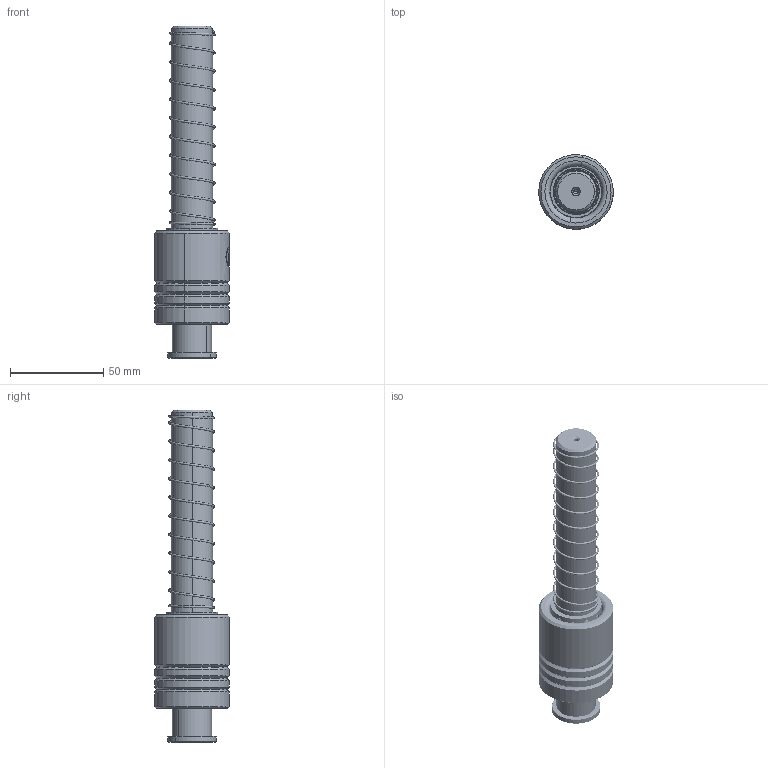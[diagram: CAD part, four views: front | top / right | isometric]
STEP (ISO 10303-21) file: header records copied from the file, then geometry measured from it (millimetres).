
FILE_DESCRIPTION (( 'STEP AP214' ), '1' );
FILE_NAME ('LKSH LKJH-D22-L160(BL-50).STEP', '2021-08-12T06:46:53', ( '' ), ( '' ), 'SwSTEP 2.0', 'SolidWorks 2016', '' );
FILE_SCHEMA (( 'AUTOMOTIVE_DESIGN' ));
Length unit declared in the file: millimetre
Products named in the file (257): BALL-D3; HWP-D24.5-d22.5-L100; GTK-D26-d21; BSH-27.5-22.5-L50; LKSH LKJH-D22-L160(BL-50); TBB-D40-d28-L50; BSH-D27.5-22.5-L50郪蚾; DSPK-D22-L160
Assembly tree (251 placements, depth 3):
  BALL-D3
  BALL-D3
  BALL-D3
  BALL-D3
  BALL-D3
Bounding box: 40 x 39.99 x 178 mm (x, y, z)
Volume: 103692.6 mm3; surface area: 49857.8 mm2
Topology: 247 solids, 247 shells, 1106 faces, 4721 edges, 3130 vertices
Faces by surface type: sphere 968, cone 44, cylinder 38, plane 22, torus 20, bspline 14
Entity records: 49960 total; most frequent: CARTESIAN_POINT 29307, ORIENTED_EDGE 3616, DIRECTION 3128, EDGE_CURVE 1808, AXIS2_PLACEMENT_3D 1507, VERTEX_POINT 1182, EDGE_LOOP 1100, B_SPLINE_CURVE_WITH_KNOTS 1057
